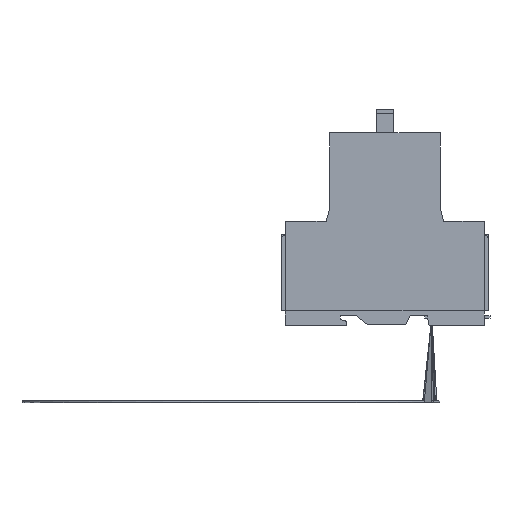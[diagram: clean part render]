
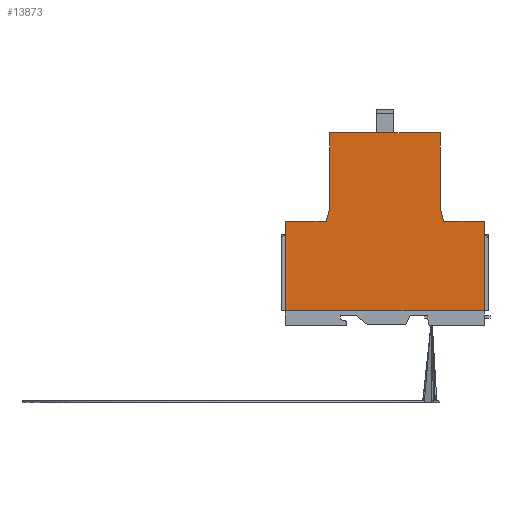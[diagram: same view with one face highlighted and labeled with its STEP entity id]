
A CAD part, left-side view. The second image highlights one B-rep face of the part: STEP entity #13873.
In plain terms, the highlighted planar face has unit normal (-1, 0, 0).
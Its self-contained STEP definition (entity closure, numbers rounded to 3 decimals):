
#7475 = VERTEX_POINT ( 'NONE', #10073 ) ;
#8409 = EDGE_CURVE ( 'NONE', #7475, #15630, #10418, .T. ) ;
#8491 = VERTEX_POINT ( 'NONE', #10498 ) ;
#8508 = EDGE_CURVE ( 'NONE', #8671, #8491, #10552, .T. ) ;
#8616 = VERTEX_POINT ( 'NONE', #10600 ) ;
#8670 = EDGE_CURVE ( 'NONE', #15656, #8616, #10638, .T. ) ;
#8671 = VERTEX_POINT ( 'NONE', #10632 ) ;
#8676 = EDGE_CURVE ( 'NONE', #8616, #8671, #10630, .T. ) ;
#8720 = CARTESIAN_POINT ( 'NONE',  ( 0., -22.25, 17.5 ) ) ;
#8728 = DIRECTION ( 'NONE',  ( 0., -1., 0. ) ) ;
#8729 = VECTOR ( 'NONE', #8728, 1000. ) ;
#8730 = CARTESIAN_POINT ( 'NONE',  ( 0., -22.25, 17.5 ) ) ;
#8731 = LINE ( 'NONE', #8730, #8729 ) ;
#8794 = CARTESIAN_POINT ( 'NONE',  ( 0., 22.25, 17.5 ) ) ;
#10073 = CARTESIAN_POINT ( 'NONE',  ( 0., 22.25, -12.75 ) ) ;
#10415 = DIRECTION ( 'NONE',  ( 0., 0., 1. ) ) ;
#10416 = VECTOR ( 'NONE', #10415, 1000. ) ;
#10417 = CARTESIAN_POINT ( 'NONE',  ( 0., 22.25, -12.75 ) ) ;
#10418 = LINE ( 'NONE', #10417, #10416 ) ;
#10498 = CARTESIAN_POINT ( 'NONE',  ( 0., -40., -18. ) ) ;
#10549 = DIRECTION ( 'NONE',  ( 0., -1., 0. ) ) ;
#10550 = VECTOR ( 'NONE', #10549, 1000. ) ;
#10551 = CARTESIAN_POINT ( 'NONE',  ( 0., -23.625, -18. ) ) ;
#10552 = LINE ( 'NONE', #10551, #10550 ) ;
#10600 = CARTESIAN_POINT ( 'NONE',  ( 0., -22.25, -12.75 ) ) ;
#10630 = LINE ( 'NONE', #10631, #10651 ) ;
#10631 = CARTESIAN_POINT ( 'NONE',  ( 0., -22.25, -12.75 ) ) ;
#10632 = CARTESIAN_POINT ( 'NONE',  ( 0., -23.625, -18. ) ) ;
#10638 = LINE ( 'NONE', #10645, #10647 ) ;
#10645 = CARTESIAN_POINT ( 'NONE',  ( 0., -22.25, 17.5 ) ) ;
#10646 = DIRECTION ( 'NONE',  ( 0., 0., -1. ) ) ;
#10647 = VECTOR ( 'NONE', #10646, 1000. ) ;
#10651 = VECTOR ( 'NONE', #10653, 1000. ) ;
#10653 = DIRECTION ( 'NONE',  ( 0., -0.253, -0.967 ) ) ;
#11855 = CARTESIAN_POINT ( 'NONE',  ( 0., -40., -54. ) ) ;
#11856 = CARTESIAN_POINT ( 'NONE',  ( 0., 22.25, 17.5 ) ) ;
#11857 = AXIS2_PLACEMENT_3D ( 'NONE', #11856, #11970, #11957 ) ;
#11859 = PLANE ( 'NONE',  #11857 ) ;
#11885 = FACE_OUTER_BOUND ( 'NONE', #13874, .T. ) ;
#11891 = DIRECTION ( 'NONE',  ( 0., 0., 1. ) ) ;
#11892 = VECTOR ( 'NONE', #11891, 1000. ) ;
#11893 = CARTESIAN_POINT ( 'NONE',  ( 0., 40., -18. ) ) ;
#11920 = LINE ( 'NONE', #11893, #11892 ) ;
#11933 = DIRECTION ( 'NONE',  ( 0., 1., 0. ) ) ;
#11934 = VECTOR ( 'NONE', #11933, 1000. ) ;
#11935 = CARTESIAN_POINT ( 'NONE',  ( 0., -40., -54. ) ) ;
#11936 = LINE ( 'NONE', #11935, #11934 ) ;
#11943 = CARTESIAN_POINT ( 'NONE',  ( 0., 23.625, -18. ) ) ;
#11944 = DIRECTION ( 'NONE',  ( 0., -1., 0. ) ) ;
#11945 = VECTOR ( 'NONE', #11944, 1000. ) ;
#11946 = CARTESIAN_POINT ( 'NONE',  ( 0., 40., -18. ) ) ;
#11947 = LINE ( 'NONE', #11946, #11945 ) ;
#11949 = CARTESIAN_POINT ( 'NONE',  ( 0., 40., -54. ) ) ;
#11955 = CARTESIAN_POINT ( 'NONE',  ( 0., 40., -18. ) ) ;
#11957 = DIRECTION ( 'NONE',  ( 0., 0., 1. ) ) ;
#11970 = DIRECTION ( 'NONE',  ( -1., 0., 0. ) ) ;
#13723 = EDGE_CURVE ( 'NONE', #8491, #13856, #18457, .T. ) ;
#13841 = EDGE_CURVE ( 'NONE', #13898, #7475, #19377, .T. ) ;
#13856 = VERTEX_POINT ( 'NONE', #11855 ) ;
#13873 = ADVANCED_FACE ( 'NONE', ( #11885 ), #11859, .T. ) ;
#13874 = EDGE_LOOP ( 'NONE', ( #13920, #13921, #13922, #13923, #13916, #13917, #13918, #13934, #13935, #13943 ) ) ;
#13887 = EDGE_CURVE ( 'NONE', #13856, #13888, #11936, .T. ) ;
#13888 = VERTEX_POINT ( 'NONE', #11949 ) ;
#13897 = EDGE_CURVE ( 'NONE', #13912, #13898, #11947, .T. ) ;
#13898 = VERTEX_POINT ( 'NONE', #11943 ) ;
#13912 = VERTEX_POINT ( 'NONE', #11955 ) ;
#13916 = ORIENTED_EDGE ( 'NONE', *, *, #13887, .F. ) ;
#13917 = ORIENTED_EDGE ( 'NONE', *, *, #13723, .F. ) ;
#13918 = ORIENTED_EDGE ( 'NONE', *, *, #8508, .F. ) ;
#13920 = ORIENTED_EDGE ( 'NONE', *, *, #8409, .F. ) ;
#13921 = ORIENTED_EDGE ( 'NONE', *, *, #13841, .F. ) ;
#13922 = ORIENTED_EDGE ( 'NONE', *, *, #13897, .F. ) ;
#13923 = ORIENTED_EDGE ( 'NONE', *, *, #13925, .F. ) ;
#13925 = EDGE_CURVE ( 'NONE', #13888, #13912, #11920, .T. ) ;
#13934 = ORIENTED_EDGE ( 'NONE', *, *, #8676, .F. ) ;
#13935 = ORIENTED_EDGE ( 'NONE', *, *, #8670, .F. ) ;
#13943 = ORIENTED_EDGE ( 'NONE', *, *, #15696, .F. ) ;
#15630 = VERTEX_POINT ( 'NONE', #8794 ) ;
#15656 = VERTEX_POINT ( 'NONE', #8720 ) ;
#15696 = EDGE_CURVE ( 'NONE', #15630, #15656, #8731, .T. ) ;
#18454 = DIRECTION ( 'NONE',  ( 0., 0., -1. ) ) ;
#18455 = VECTOR ( 'NONE', #18454, 1000. ) ;
#18456 = CARTESIAN_POINT ( 'NONE',  ( 0., -40., -18. ) ) ;
#18457 = LINE ( 'NONE', #18456, #18455 ) ;
#19346 = DIRECTION ( 'NONE',  ( 0., -0.253, 0.967 ) ) ;
#19377 = LINE ( 'NONE', #19401, #19380 ) ;
#19380 = VECTOR ( 'NONE', #19346, 1000. ) ;
#19401 = CARTESIAN_POINT ( 'NONE',  ( 0., 22.25, -12.75 ) ) ;
